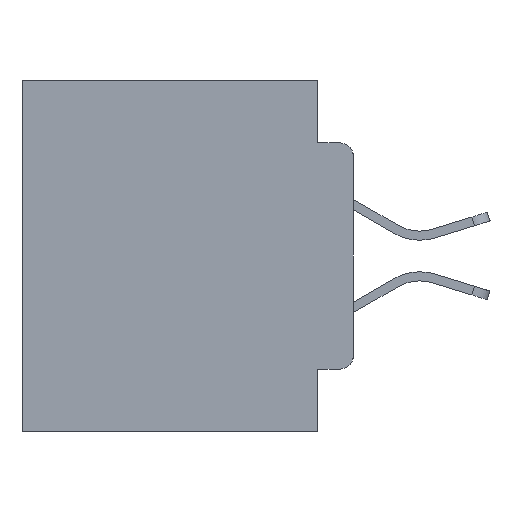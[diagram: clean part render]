
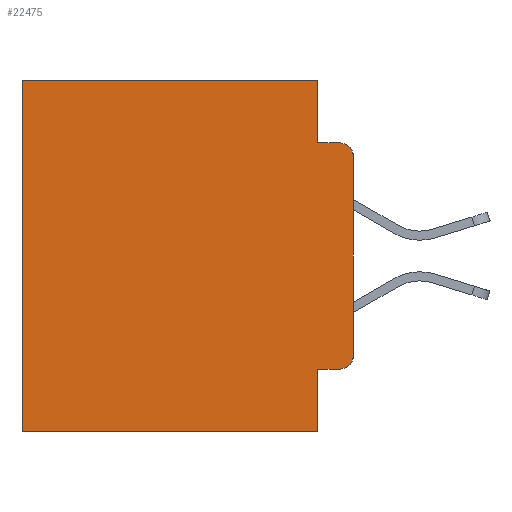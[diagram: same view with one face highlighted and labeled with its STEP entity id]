
A CAD part, left-side view. The second image highlights one B-rep face of the part: STEP entity #22475.
In plain terms, the highlighted planar face has unit normal (-1, 0, 0).
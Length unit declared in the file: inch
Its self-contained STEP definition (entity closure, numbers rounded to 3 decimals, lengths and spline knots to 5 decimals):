
#431 = ORIENTED_EDGE ( 'NONE', *, *, #7309, .T. ) ;
#808 = FACE_OUTER_BOUND ( 'NONE', #3834, .T. ) ;
#1508 = ORIENTED_EDGE ( 'NONE', *, *, #5412, .F. ) ;
#1986 = VECTOR ( 'NONE', #27210, 39.37008 ) ;
#2310 = DIRECTION ( 'NONE',  ( 0., 1., 0. ) ) ;
#2810 = DIRECTION ( 'NONE',  ( 0., 0., -1. ) ) ;
#2899 = EDGE_CURVE ( 'NONE', #18309, #13870, #14828, .T. ) ;
#2956 = CARTESIAN_POINT ( 'NONE',  ( 0.298, 0., 0. ) ) ;
#3834 = EDGE_LOOP ( 'NONE', ( #12999, #17533, #13114, #1508, #431, #7181, #8963, #9453, #12705, #21713 ) ) ;
#4210 = VECTOR ( 'NONE', #24426, 39.37008 ) ;
#4234 = EDGE_CURVE ( 'NONE', #23688, #27158, #27750, .T. ) ;
#4251 = LINE ( 'NONE', #9234, #13077 ) ;
#4738 = VERTEX_POINT ( 'NONE', #9601 ) ;
#5412 = EDGE_CURVE ( 'NONE', #10723, #24006, #4251, .T. ) ;
#5520 = CARTESIAN_POINT ( 'NONE',  ( 0.298, 0., -0.3915 ) ) ;
#5607 = DIRECTION ( 'NONE',  ( 0., 0., -1. ) ) ;
#5784 = CARTESIAN_POINT ( 'NONE',  ( 0.298, 0.473, 0. ) ) ;
#5994 = CARTESIAN_POINT ( 'NONE',  ( 0.298, 0.051, -0.0885 ) ) ;
#6738 = EDGE_CURVE ( 'NONE', #27158, #21436, #19493, .T. ) ;
#6924 = DIRECTION ( 'NONE',  ( 0., 0., -1. ) ) ;
#7175 = CARTESIAN_POINT ( 'NONE',  ( 0.298, 0., 0. ) ) ;
#7181 = ORIENTED_EDGE ( 'NONE', *, *, #13724, .T. ) ;
#7309 = EDGE_CURVE ( 'NONE', #10723, #15439, #12658, .T. ) ;
#7866 = AXIS2_PLACEMENT_3D ( 'NONE', #2956, #9102, #6924 ) ;
#7965 = DIRECTION ( 'NONE',  ( -1., 0., 0. ) ) ;
#8085 = VERTEX_POINT ( 'NONE', #27085 ) ;
#8858 = DIRECTION ( 'NONE',  ( 0., 0., -1. ) ) ;
#8963 = ORIENTED_EDGE ( 'NONE', *, *, #6738, .F. ) ;
#9102 = DIRECTION ( 'NONE',  ( 1., 0., 0. ) ) ;
#9234 = CARTESIAN_POINT ( 'NONE',  ( 0.298, 0.051, 0. ) ) ;
#9453 = ORIENTED_EDGE ( 'NONE', *, *, #4234, .F. ) ;
#9601 = CARTESIAN_POINT ( 'NONE',  ( 0.298, 0.02, -0.0885 ) ) ;
#10093 = DIRECTION ( 'NONE',  ( 0., -1., 0. ) ) ;
#10545 = EDGE_CURVE ( 'NONE', #24006, #4738, #25999, .T. ) ;
#10723 = VERTEX_POINT ( 'NONE', #19702 ) ;
#11137 = CARTESIAN_POINT ( 'NONE',  ( 0.298, 0.02, -0.3915 ) ) ;
#11473 = EDGE_CURVE ( 'NONE', #18309, #4738, #27064, .T. ) ;
#12283 = CARTESIAN_POINT ( 'NONE',  ( 0.298, 0.051, -0.0885 ) ) ;
#12658 = LINE ( 'NONE', #21668, #23210 ) ;
#12705 = ORIENTED_EDGE ( 'NONE', *, *, #27261, .T. ) ;
#12999 = ORIENTED_EDGE ( 'NONE', *, *, #2899, .F. ) ;
#13077 = VECTOR ( 'NONE', #2810, 39.37008 ) ;
#13111 = CARTESIAN_POINT ( 'NONE',  ( 0.298, 0., -0.5 ) ) ;
#13114 = ORIENTED_EDGE ( 'NONE', *, *, #10545, .F. ) ;
#13724 = EDGE_CURVE ( 'NONE', #15439, #21436, #14759, .T. ) ;
#13834 = CIRCLE ( 'NONE', #27706, 0.02 ) ;
#13870 = VERTEX_POINT ( 'NONE', #5520 ) ;
#14089 = VECTOR ( 'NONE', #2310, 39.37008 ) ;
#14096 = CARTESIAN_POINT ( 'NONE',  ( 0.298, 0.473, -0.5 ) ) ;
#14759 = LINE ( 'NONE', #22192, #4210 ) ;
#14828 = LINE ( 'NONE', #7175, #17907 ) ;
#15307 = DIRECTION ( 'NONE',  ( 0., 0., -1. ) ) ;
#15439 = VERTEX_POINT ( 'NONE', #5784 ) ;
#15828 = CARTESIAN_POINT ( 'NONE',  ( 0.298, 0., -0.1085 ) ) ;
#15890 = CARTESIAN_POINT ( 'NONE',  ( 0.298, 0.051, -0.5 ) ) ;
#16150 = CARTESIAN_POINT ( 'NONE',  ( 0.298, 0.051, -0.4115 ) ) ;
#17533 = ORIENTED_EDGE ( 'NONE', *, *, #11473, .T. ) ;
#17641 = VECTOR ( 'NONE', #15307, 39.37008 ) ;
#17907 = VECTOR ( 'NONE', #19258, 39.37008 ) ;
#18309 = VERTEX_POINT ( 'NONE', #15828 ) ;
#18647 = CARTESIAN_POINT ( 'NONE',  ( 0.298, 0.051, -0.4115 ) ) ;
#18834 = EDGE_CURVE ( 'NONE', #8085, #13870, #13834, .T. ) ;
#19258 = DIRECTION ( 'NONE',  ( 0., 0., -1. ) ) ;
#19493 = LINE ( 'NONE', #13111, #14089 ) ;
#19702 = CARTESIAN_POINT ( 'NONE',  ( 0.298, 0.051, 0. ) ) ;
#19875 = CARTESIAN_POINT ( 'NONE',  ( 0.298, 0.051, 0. ) ) ;
#20304 = VECTOR ( 'NONE', #10093, 39.37008 ) ;
#21436 = VERTEX_POINT ( 'NONE', #14096 ) ;
#21668 = CARTESIAN_POINT ( 'NONE',  ( 0.298, 0., 0. ) ) ;
#21713 = ORIENTED_EDGE ( 'NONE', *, *, #18834, .T. ) ;
#22192 = CARTESIAN_POINT ( 'NONE',  ( 0.298, 0.473, 0. ) ) ;
#22475 = ADVANCED_FACE ( 'NONE', ( #808 ), #26409, .F. ) ;
#23210 = VECTOR ( 'NONE', #25966, 39.37008 ) ;
#23688 = VERTEX_POINT ( 'NONE', #16150 ) ;
#23693 = LINE ( 'NONE', #18647, #1986 ) ;
#24006 = VERTEX_POINT ( 'NONE', #5994 ) ;
#24329 = DIRECTION ( 'NONE',  ( -1., 0., 0. ) ) ;
#24426 = DIRECTION ( 'NONE',  ( 0., 0., -1. ) ) ;
#25966 = DIRECTION ( 'NONE',  ( 0., 1., 0. ) ) ;
#25999 = LINE ( 'NONE', #12283, #20304 ) ;
#26068 = AXIS2_PLACEMENT_3D ( 'NONE', #27548, #7965, #5607 ) ;
#26409 = PLANE ( 'NONE',  #7866 ) ;
#27064 = CIRCLE ( 'NONE', #26068, 0.02 ) ;
#27085 = CARTESIAN_POINT ( 'NONE',  ( 0.298, 0.02, -0.4115 ) ) ;
#27158 = VERTEX_POINT ( 'NONE', #15890 ) ;
#27210 = DIRECTION ( 'NONE',  ( 0., -1., 0. ) ) ;
#27261 = EDGE_CURVE ( 'NONE', #23688, #8085, #23693, .T. ) ;
#27548 = CARTESIAN_POINT ( 'NONE',  ( 0.298, 0.02, -0.1085 ) ) ;
#27706 = AXIS2_PLACEMENT_3D ( 'NONE', #11137, #24329, #8858 ) ;
#27750 = LINE ( 'NONE', #19875, #17641 ) ;
